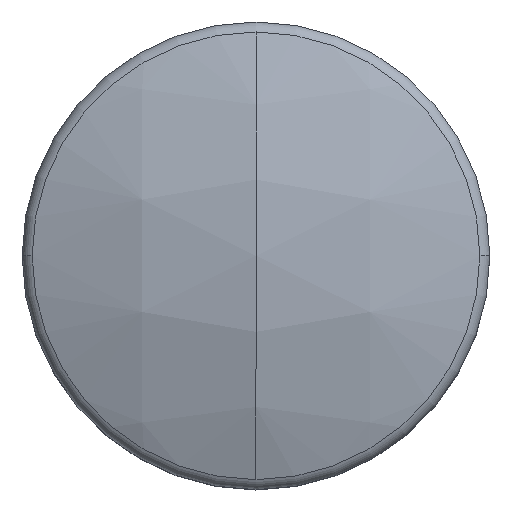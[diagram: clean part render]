
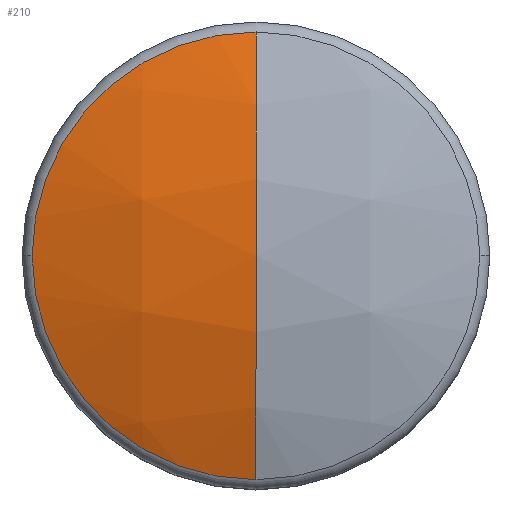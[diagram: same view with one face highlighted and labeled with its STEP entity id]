
A CAD part, top view. The second image highlights one B-rep face of the part: STEP entity #210.
In plain terms, the highlighted spherical face has radius 40 mm.
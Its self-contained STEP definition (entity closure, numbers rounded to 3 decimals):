
#157 = VERTEX_POINT ( 'NONE', #435 ) ;
#160 = VERTEX_POINT ( 'NONE', #438 ) ;
#185 = ORIENTED_EDGE ( 'NONE', *, *, #1207, .T. ) ;
#186 = ORIENTED_EDGE ( 'NONE', *, *, #330, .T. ) ;
#187 = ORIENTED_EDGE ( 'NONE', *, *, #1206, .T. ) ;
#188 = ORIENTED_EDGE ( 'NONE', *, *, #281, .F. ) ;
#210 = ADVANCED_FACE ( 'NONE', ( #309 ), #311, .T. ) ;
#281 = EDGE_CURVE ( 'NONE', #157, #1457, #289, .T. ) ;
#289 = CIRCLE ( 'NONE', #1294, 40. ) ;
#309 = FACE_OUTER_BOUND ( 'NONE', #744, .T. ) ;
#310 = AXIS2_PLACEMENT_3D ( 'NONE', #468, #469, #470 ) ;
#311 = SPHERICAL_SURFACE ( 'NONE', #310, 40. ) ;
#330 = EDGE_CURVE ( 'NONE', #157, #160, #1014, .T. ) ;
#435 = CARTESIAN_POINT ( 'NONE',  ( 0., 14.359, -2.666 ) ) ;
#438 = CARTESIAN_POINT ( 'NONE',  ( -14.359, 0., -2.666 ) ) ;
#468 = CARTESIAN_POINT ( 'NONE',  ( 0., 0., -40. ) ) ;
#469 = DIRECTION ( 'NONE',  ( -1., 0., 0. ) ) ;
#470 = DIRECTION ( 'NONE',  ( 0., 1., 0. ) ) ;
#497 = CARTESIAN_POINT ( 'NONE',  ( 0., 0., -40. ) ) ;
#498 = DIRECTION ( 'NONE',  ( 1., 0., 0. ) ) ;
#499 = DIRECTION ( 'NONE',  ( 0., 0., -1. ) ) ;
#515 = AXIS2_PLACEMENT_3D ( 'NONE', #1352, #1353, #1354 ) ;
#527 = AXIS2_PLACEMENT_3D ( 'NONE', #1346, #1350, #1351 ) ;
#632 = AXIS2_PLACEMENT_3D ( 'NONE', #916, #917, #918 ) ;
#744 = EDGE_LOOP ( 'NONE', ( #186, #187, #185, #188 ) ) ;
#832 = CIRCLE ( 'NONE', #515, 40. ) ;
#833 = CIRCLE ( 'NONE', #527, 14.359 ) ;
#871 = CARTESIAN_POINT ( 'NONE',  ( 0., -14.359, -2.666 ) ) ;
#872 = CARTESIAN_POINT ( 'NONE',  ( 0., 0., 0. ) ) ;
#916 = CARTESIAN_POINT ( 'NONE',  ( 0., 0., -2.666 ) ) ;
#917 = DIRECTION ( 'NONE',  ( 0., 0., 1. ) ) ;
#918 = DIRECTION ( 'NONE',  ( -1., 0., 0. ) ) ;
#1014 = CIRCLE ( 'NONE', #632, 14.359 ) ;
#1206 = EDGE_CURVE ( 'NONE', #160, #1456, #833, .T. ) ;
#1207 = EDGE_CURVE ( 'NONE', #1456, #1457, #832, .T. ) ;
#1294 = AXIS2_PLACEMENT_3D ( 'NONE', #497, #498, #499 ) ;
#1346 = CARTESIAN_POINT ( 'NONE',  ( 0., 0., -2.666 ) ) ;
#1350 = DIRECTION ( 'NONE',  ( 0., 0., 1. ) ) ;
#1351 = DIRECTION ( 'NONE',  ( -1., 0., 0. ) ) ;
#1352 = CARTESIAN_POINT ( 'NONE',  ( 0., 0., -40. ) ) ;
#1353 = DIRECTION ( 'NONE',  ( -1., 0., 0. ) ) ;
#1354 = DIRECTION ( 'NONE',  ( 0., -1., 0. ) ) ;
#1456 = VERTEX_POINT ( 'NONE', #871 ) ;
#1457 = VERTEX_POINT ( 'NONE', #872 ) ;
